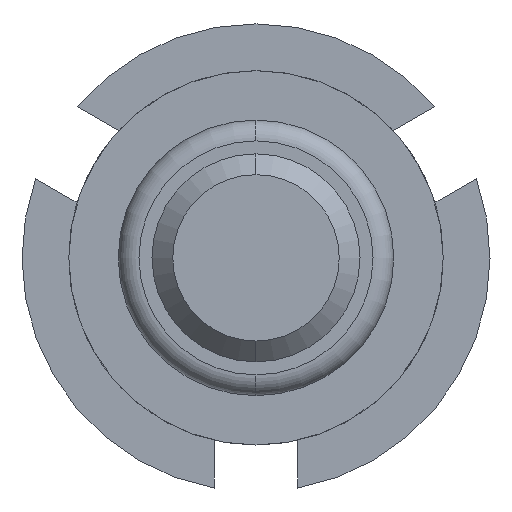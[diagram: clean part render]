
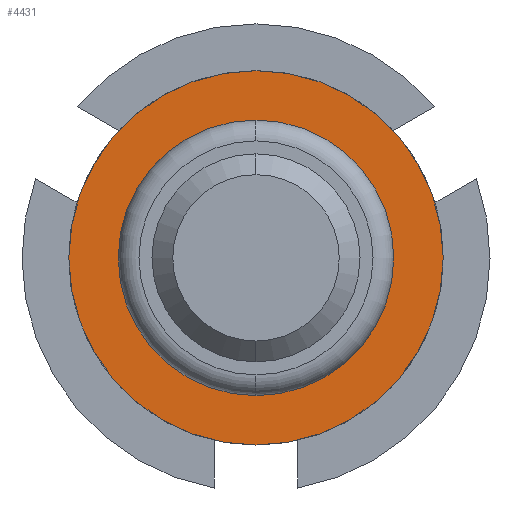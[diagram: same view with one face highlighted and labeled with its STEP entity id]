
A CAD part, front view. The second image highlights one B-rep face of the part: STEP entity #4431.
In plain terms, the highlighted planar face has unit normal (0, -1, 0).
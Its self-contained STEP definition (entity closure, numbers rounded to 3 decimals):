
#94 = CARTESIAN_POINT ( 'NONE',  ( 0., -1.8, 0. ) ) ;
#97 = CIRCLE ( 'NONE', #2381, 1.8 ) ;
#227 = ORIENTED_EDGE ( 'NONE', *, *, #2028, .T. ) ;
#324 = DIRECTION ( 'NONE',  ( 0., 1., 0. ) ) ;
#410 = EDGE_CURVE ( 'Defeature ausgef�hrt2_6+Defeature ausgef�hrt2_5+Defeature ausgef�hrt2_5+Defeature ausgef�hrt2_5', #1414, #4160, #97, .T. ) ;
#454 = AXIS2_PLACEMENT_3D ( 'NONE', #3978, #1898, #4327 ) ;
#524 = FACE_BOUND ( 'NONE', #4460, .T. ) ;
#619 = AXIS2_PLACEMENT_3D ( 'NONE', #2598, #1893, #1216 ) ;
#648 = CIRCLE ( 'NONE', #4462, 1.8 ) ;
#752 = CARTESIAN_POINT ( 'NONE',  ( 0., -1.8, 0. ) ) ;
#862 = CARTESIAN_POINT ( 'NONE',  ( 0., -1.8, -1.325 ) ) ;
#916 = CARTESIAN_POINT ( 'NONE',  ( 0., -1.8, -1.8 ) ) ;
#978 = FACE_OUTER_BOUND ( 'NONE', #2782, .T. ) ;
#1148 = CARTESIAN_POINT ( 'NONE',  ( 0., -1.8, 1.325 ) ) ;
#1190 = CARTESIAN_POINT ( 'NONE',  ( 0., -1.8, 0. ) ) ;
#1216 = DIRECTION ( 'NONE',  ( 0., 0., 1. ) ) ;
#1414 = VERTEX_POINT ( 'NONE', #916 ) ;
#1477 = DIRECTION ( 'NONE',  ( 0., 1., 0. ) ) ;
#1535 = DIRECTION ( 'NONE',  ( 0., 0., 1. ) ) ;
#1780 = EDGE_CURVE ( 'Defeature ausgef�hrt2_6+Defeature ausgef�hrt2_5+Defeature ausgef�hrt2_5+Defeature ausgef�hrt2_5', #4160, #1414, #648, .T. ) ;
#1818 = PLANE ( 'NONE',  #619 ) ;
#1893 = DIRECTION ( 'NONE',  ( 0., 1., 0. ) ) ;
#1898 = DIRECTION ( 'NONE',  ( 0., 1., 0. ) ) ;
#1918 = ORIENTED_EDGE ( 'NONE', *, *, #1923, .T. ) ;
#1923 = EDGE_CURVE ( 'Defeature ausgef�hrt2_5+Defeature ausgef�hrt2_3+Defeature ausgef�hrt2_3+Defeature ausgef�hrt2_3', #2924, #2067, #4184, .T. ) ;
#2028 = EDGE_CURVE ( 'Defeature ausgef�hrt2_5+Defeature ausgef�hrt2_3+Defeature ausgef�hrt2_3+Defeature ausgef�hrt2_3', #2067, #2924, #3319, .T. ) ;
#2067 = VERTEX_POINT ( 'NONE', #1148 ) ;
#2381 = AXIS2_PLACEMENT_3D ( 'NONE', #94, #4306, #1535 ) ;
#2598 = CARTESIAN_POINT ( 'NONE',  ( 1.8, -1.8, 0. ) ) ;
#2741 = ORIENTED_EDGE ( 'NONE', *, *, #410, .F. ) ;
#2782 = EDGE_LOOP ( 'NONE', ( #4345, #2741 ) ) ;
#2924 = VERTEX_POINT ( 'NONE', #862 ) ;
#3319 = CIRCLE ( 'NONE', #454, 1.325 ) ;
#3512 = DIRECTION ( 'NONE',  ( 0., 0., 1. ) ) ;
#3742 = CARTESIAN_POINT ( 'NONE',  ( 0., -1.8, 1.8 ) ) ;
#3978 = CARTESIAN_POINT ( 'NONE',  ( 0., -1.8, 0. ) ) ;
#4160 = VERTEX_POINT ( 'NONE', #3742 ) ;
#4184 = CIRCLE ( 'NONE', #4217, 1.325 ) ;
#4217 = AXIS2_PLACEMENT_3D ( 'NONE', #1190, #1477, #4245 ) ;
#4245 = DIRECTION ( 'NONE',  ( 0., 0., 1. ) ) ;
#4306 = DIRECTION ( 'NONE',  ( 0., 1., 0. ) ) ;
#4327 = DIRECTION ( 'NONE',  ( 0., 0., 1. ) ) ;
#4345 = ORIENTED_EDGE ( 'NONE', *, *, #1780, .F. ) ;
#4431 = ADVANCED_FACE ( 'Defeature ausgef�hrt2_5', ( #978, #524 ), #1818, .F. ) ;
#4460 = EDGE_LOOP ( 'NONE', ( #227, #1918 ) ) ;
#4462 = AXIS2_PLACEMENT_3D ( 'NONE', #752, #324, #3512 ) ;
